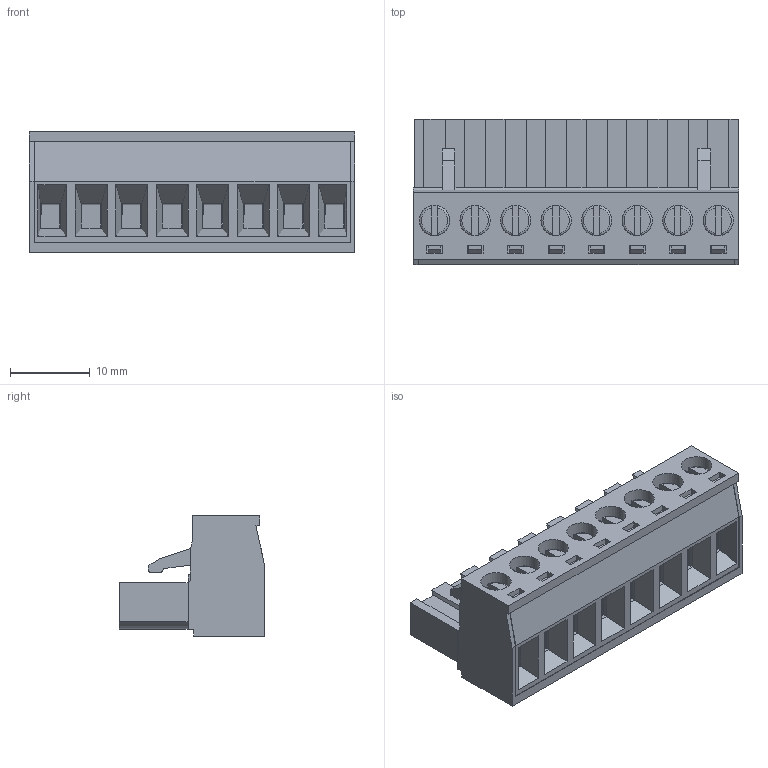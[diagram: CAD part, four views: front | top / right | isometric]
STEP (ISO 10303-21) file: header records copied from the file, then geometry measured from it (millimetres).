
FILE_DESCRIPTION(/* description */ ('Unknown'),/* implementation_level */ '2;1');
FILE_NAME(/* name */ '691351500008',/* time_stamp */ '2021-01-04T16:11:12+01:00',/* author */ ('Unknown'),/* organization */ ('Unknown'),/* preprocessor_version */ 'ST-DEVELOPER v16.7',/* originating_system */ 'DEX',/* authorisation */ $);
FILE_SCHEMA (('AUTOMOTIVE_DESIGN {1 0 10303 214 3 1 1}'));
Length unit declared in the file: millimetre
Products named in the file (6): 6913515000xx; 691351500008; 6913515000xx_CAGE; 6913515000xx_PIN; 6913515000xx_VIS; 691351500008_CAPOT
Assembly tree (26 placements, depth 2):
  6913515000xx
    691351500008
    6913515000xx_CAGE  x8
    6913515000xx_PIN  x8
    6913515000xx_VIS  x8
    691351500008_CAPOT
Bounding box: 40.74 x 18.2 x 15.1 mm (x, y, z)
Volume: 4607.4 mm3; surface area: 12551.3 mm2
Topology: 26 solids, 26 shells, 1874 faces, 5091 edges, 3324 vertices
Faces by surface type: plane 1384, cylinder 450, torus 24, cone 16
Full cylindrical faces by diameter (mm): 1.6 x8, 2.2 x8, 2.5 x8, 2.9 x8, 2.95 x8, 3 x8, 3.8 x16
Entity records: 31528 total; most frequent: CARTESIAN_POINT 5513, ORIENTED_EDGE 5346, DIRECTION 5022, EDGE_CURVE 2673, LINE 2380, VECTOR 2380, VERTEX_POINT 1764, AXIS2_PLACEMENT_3D 1321
